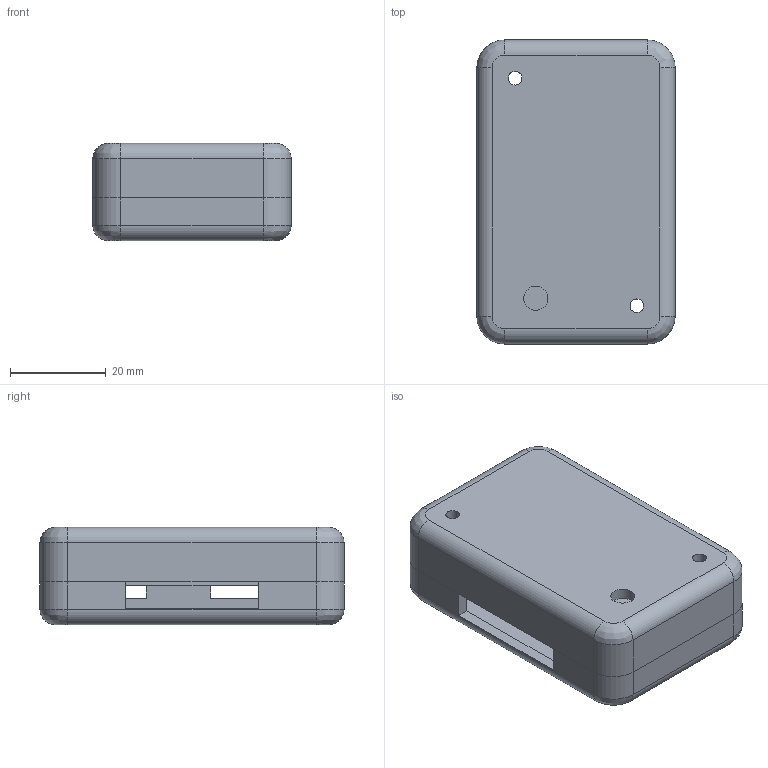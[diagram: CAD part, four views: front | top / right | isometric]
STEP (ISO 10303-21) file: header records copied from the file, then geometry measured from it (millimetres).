
FILE_DESCRIPTION(/* description */ (''),/* implementation_level */ '2;1');
FILE_NAME(/* name */ 'HH-3465 Assembly.stp',/* time_stamp */ '2018-11-22T12:15:01-06:00',/* author */ ('birtj'),/* organization */ (''),/* preprocessor_version */ 'ST-DEVELOPER v17',/* originating_system */ 'Autodesk Inventor 2018',/* authorisation */ '');
FILE_SCHEMA (('AUTOMOTIVE_DESIGN { 1 0 10303 214 3 1 1 }'));
Length unit declared in the file: inch
Products named in the file (3): HH-3465 Assembly; Bottom; Top
Assembly tree (2 placements, depth 2):
  HH-3465 Assembly
    Bottom
    Top
Bounding box: 41.4 x 63.5 x 20.32 mm (x, y, z)
Volume: 17983.9 mm3; surface area: 16978.3 mm2
Topology: 2 solids, 2 shells, 140 faces, 375 edges, 243 vertices
Faces by surface type: plane 64, cylinder 49, bspline 13, torus 12, cone 2
Full cylindrical faces by diameter (mm): 2.845 x2, 3.277 x2, 5.05 x1, 5.842 x4
Entity records: 4646 total; most frequent: CARTESIAN_POINT 956, DIRECTION 769, ORIENTED_EDGE 750, EDGE_CURVE 375, AXIS2_PLACEMENT_3D 268, VERTEX_POINT 243, LINE 233, VECTOR 233
